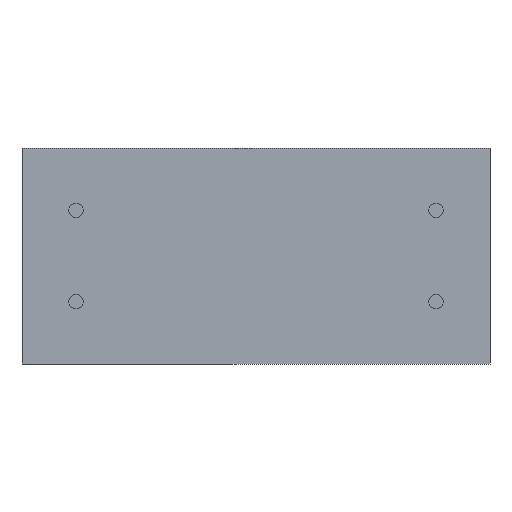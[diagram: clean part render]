
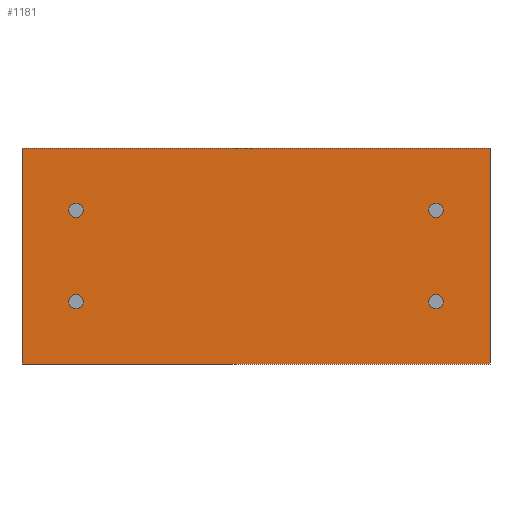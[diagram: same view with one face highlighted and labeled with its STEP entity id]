
A CAD part, front view. The second image highlights one B-rep face of the part: STEP entity #1181.
In plain terms, the highlighted planar face has unit normal (0, -1, 0).
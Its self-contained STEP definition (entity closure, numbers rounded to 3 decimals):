
#44 = EDGE_CURVE ( 'NONE', #340, #771, #1346, .T. ) ;
#57 = CARTESIAN_POINT ( 'NONE',  ( 5., 0., -1.47 ) ) ;
#73 = CIRCLE ( 'NONE', #101, 0.2 ) ;
#75 = FACE_BOUND ( 'NONE', #1271, .T. ) ;
#77 = EDGE_CURVE ( 'NONE', #1585, #1565, #434, .T. ) ;
#97 = DIRECTION ( 'NONE',  ( 0., -1., 0. ) ) ;
#101 = AXIS2_PLACEMENT_3D ( 'NONE', #1145, #1534, #1381 ) ;
#120 = AXIS2_PLACEMENT_3D ( 'NONE', #720, #833, #1517 ) ;
#122 = ORIENTED_EDGE ( 'NONE', *, *, #690, .F. ) ;
#134 = CARTESIAN_POINT ( 'NONE',  ( 5., 0., 1.27 ) ) ;
#150 = ORIENTED_EDGE ( 'NONE', *, *, #44, .F. ) ;
#162 = EDGE_CURVE ( 'NONE', #1038, #1677, #717, .T. ) ;
#203 = VERTEX_POINT ( 'NONE', #57 ) ;
#204 = CARTESIAN_POINT ( 'NONE',  ( 5., 0., 1.27 ) ) ;
#238 = FACE_BOUND ( 'NONE', #767, .T. ) ;
#292 = AXIS2_PLACEMENT_3D ( 'NONE', #669, #1205, #1481 ) ;
#301 = CARTESIAN_POINT ( 'NONE',  ( 6.5, 0., 3. ) ) ;
#340 = VERTEX_POINT ( 'NONE', #619 ) ;
#346 = DIRECTION ( 'NONE',  ( 0., 0., -1. ) ) ;
#380 = CARTESIAN_POINT ( 'NONE',  ( 5., 0., 1.07 ) ) ;
#394 = VERTEX_POINT ( 'NONE', #380 ) ;
#404 = CIRCLE ( 'NONE', #1091, 0.2 ) ;
#407 = DIRECTION ( 'NONE',  ( 0., 0., -1. ) ) ;
#413 = VECTOR ( 'NONE', #1202, 1000. ) ;
#427 = DIRECTION ( 'NONE',  ( 1., 0., 0. ) ) ;
#434 = CIRCLE ( 'NONE', #292, 0.2 ) ;
#461 = CARTESIAN_POINT ( 'NONE',  ( 6.5, 0., 3. ) ) ;
#474 = DIRECTION ( 'NONE',  ( 0., -1., 0. ) ) ;
#505 = EDGE_CURVE ( 'NONE', #394, #1020, #404, .T. ) ;
#506 = DIRECTION ( 'NONE',  ( 0., -1., 0. ) ) ;
#543 = DIRECTION ( 'NONE',  ( 0., -1., 0. ) ) ;
#549 = DIRECTION ( 'NONE',  ( 0., 0., 1. ) ) ;
#555 = LINE ( 'NONE', #1620, #631 ) ;
#575 = EDGE_CURVE ( 'NONE', #771, #340, #1696, .T. ) ;
#590 = CARTESIAN_POINT ( 'NONE',  ( -6.5, 0., -3. ) ) ;
#600 = DIRECTION ( 'NONE',  ( -1., 0., 0. ) ) ;
#602 = FACE_OUTER_BOUND ( 'NONE', #608, .T. ) ;
#608 = EDGE_LOOP ( 'NONE', ( #1138, #122, #1302, #1471 ) ) ;
#619 = CARTESIAN_POINT ( 'NONE',  ( -5., 0., 1.47 ) ) ;
#631 = VECTOR ( 'NONE', #427, 1000. ) ;
#632 = AXIS2_PLACEMENT_3D ( 'NONE', #1670, #474, #861 ) ;
#639 = EDGE_CURVE ( 'NONE', #884, #1038, #1092, .T. ) ;
#651 = CARTESIAN_POINT ( 'NONE',  ( -5., 0., -1.27 ) ) ;
#655 = AXIS2_PLACEMENT_3D ( 'NONE', #687, #1601, #407 ) ;
#659 = AXIS2_PLACEMENT_3D ( 'NONE', #651, #506, #924 ) ;
#663 = DIRECTION ( 'NONE',  ( 0., 0., -1. ) ) ;
#669 = CARTESIAN_POINT ( 'NONE',  ( -5., 0., -1.27 ) ) ;
#685 = LINE ( 'NONE', #969, #1635 ) ;
#687 = CARTESIAN_POINT ( 'NONE',  ( -5., 0., 1.27 ) ) ;
#690 = EDGE_CURVE ( 'NONE', #1684, #884, #555, .T. ) ;
#702 = CARTESIAN_POINT ( 'NONE',  ( 5., 0., 1.47 ) ) ;
#717 = LINE ( 'NONE', #590, #1213 ) ;
#720 = CARTESIAN_POINT ( 'NONE',  ( 5., 0., -1.27 ) ) ;
#741 = CARTESIAN_POINT ( 'NONE',  ( -5., 0., 1.07 ) ) ;
#742 = ORIENTED_EDGE ( 'NONE', *, *, #1040, .F. ) ;
#767 = EDGE_LOOP ( 'NONE', ( #1018, #1397 ) ) ;
#771 = VERTEX_POINT ( 'NONE', #741 ) ;
#832 = CARTESIAN_POINT ( 'NONE',  ( -6.5, 0., 3. ) ) ;
#833 = DIRECTION ( 'NONE',  ( 0., -1., 0. ) ) ;
#861 = DIRECTION ( 'NONE',  ( 0., 0., -1. ) ) ;
#884 = VERTEX_POINT ( 'NONE', #461 ) ;
#910 = EDGE_CURVE ( 'NONE', #203, #1002, #1625, .T. ) ;
#924 = DIRECTION ( 'NONE',  ( 0., 0., -1. ) ) ;
#948 = ORIENTED_EDGE ( 'NONE', *, *, #505, .F. ) ;
#951 = CARTESIAN_POINT ( 'NONE',  ( -6.5, 0., -3. ) ) ;
#969 = CARTESIAN_POINT ( 'NONE',  ( -6.5, 0., 3. ) ) ;
#1002 = VERTEX_POINT ( 'NONE', #1395 ) ;
#1018 = ORIENTED_EDGE ( 'NONE', *, *, #1497, .F. ) ;
#1020 = VERTEX_POINT ( 'NONE', #702 ) ;
#1038 = VERTEX_POINT ( 'NONE', #1155 ) ;
#1040 = EDGE_CURVE ( 'NONE', #1020, #394, #1241, .T. ) ;
#1091 = AXIS2_PLACEMENT_3D ( 'NONE', #134, #543, #663 ) ;
#1092 = LINE ( 'NONE', #301, #413 ) ;
#1131 = PLANE ( 'NONE',  #632 ) ;
#1137 = ORIENTED_EDGE ( 'NONE', *, *, #1569, .F. ) ;
#1138 = ORIENTED_EDGE ( 'NONE', *, *, #639, .F. ) ;
#1145 = CARTESIAN_POINT ( 'NONE',  ( 5., 0., -1.27 ) ) ;
#1155 = CARTESIAN_POINT ( 'NONE',  ( 6.5, 0., -3. ) ) ;
#1181 = ADVANCED_FACE ( 'NONE', ( #75, #238, #1274, #1300, #602 ), #1131, .T. ) ;
#1202 = DIRECTION ( 'NONE',  ( 0., 0., -1. ) ) ;
#1205 = DIRECTION ( 'NONE',  ( 0., -1., 0. ) ) ;
#1213 = VECTOR ( 'NONE', #600, 1000. ) ;
#1225 = DIRECTION ( 'NONE',  ( 0., -1., 0. ) ) ;
#1241 = CIRCLE ( 'NONE', #1470, 0.2 ) ;
#1271 = EDGE_LOOP ( 'NONE', ( #1137, #1352 ) ) ;
#1274 = FACE_BOUND ( 'NONE', #1382, .T. ) ;
#1300 = FACE_BOUND ( 'NONE', #1619, .T. ) ;
#1302 = ORIENTED_EDGE ( 'NONE', *, *, #1694, .F. ) ;
#1346 = CIRCLE ( 'NONE', #655, 0.2 ) ;
#1350 = CIRCLE ( 'NONE', #659, 0.2 ) ;
#1352 = ORIENTED_EDGE ( 'NONE', *, *, #77, .F. ) ;
#1358 = DIRECTION ( 'NONE',  ( 0., 0., -1. ) ) ;
#1381 = DIRECTION ( 'NONE',  ( 0., 0., -1. ) ) ;
#1382 = EDGE_LOOP ( 'NONE', ( #742, #948 ) ) ;
#1395 = CARTESIAN_POINT ( 'NONE',  ( 5., 0., -1.07 ) ) ;
#1397 = ORIENTED_EDGE ( 'NONE', *, *, #910, .F. ) ;
#1470 = AXIS2_PLACEMENT_3D ( 'NONE', #204, #97, #346 ) ;
#1471 = ORIENTED_EDGE ( 'NONE', *, *, #162, .F. ) ;
#1481 = DIRECTION ( 'NONE',  ( 0., 0., -1. ) ) ;
#1485 = CARTESIAN_POINT ( 'NONE',  ( -5., 0., 1.27 ) ) ;
#1497 = EDGE_CURVE ( 'NONE', #1002, #203, #73, .T. ) ;
#1517 = DIRECTION ( 'NONE',  ( 0., 0., -1. ) ) ;
#1524 = AXIS2_PLACEMENT_3D ( 'NONE', #1485, #1225, #1358 ) ;
#1534 = DIRECTION ( 'NONE',  ( 0., -1., 0. ) ) ;
#1565 = VERTEX_POINT ( 'NONE', #1570 ) ;
#1569 = EDGE_CURVE ( 'NONE', #1565, #1585, #1350, .T. ) ;
#1570 = CARTESIAN_POINT ( 'NONE',  ( -5., 0., -1.07 ) ) ;
#1585 = VERTEX_POINT ( 'NONE', #1587 ) ;
#1587 = CARTESIAN_POINT ( 'NONE',  ( -5., 0., -1.47 ) ) ;
#1601 = DIRECTION ( 'NONE',  ( 0., -1., 0. ) ) ;
#1619 = EDGE_LOOP ( 'NONE', ( #150, #1667 ) ) ;
#1620 = CARTESIAN_POINT ( 'NONE',  ( -6.5, 0., 3. ) ) ;
#1625 = CIRCLE ( 'NONE', #120, 0.2 ) ;
#1635 = VECTOR ( 'NONE', #549, 1000. ) ;
#1667 = ORIENTED_EDGE ( 'NONE', *, *, #575, .F. ) ;
#1670 = CARTESIAN_POINT ( 'NONE',  ( 0., 0., 0. ) ) ;
#1677 = VERTEX_POINT ( 'NONE', #951 ) ;
#1684 = VERTEX_POINT ( 'NONE', #832 ) ;
#1694 = EDGE_CURVE ( 'NONE', #1677, #1684, #685, .T. ) ;
#1696 = CIRCLE ( 'NONE', #1524, 0.2 ) ;
